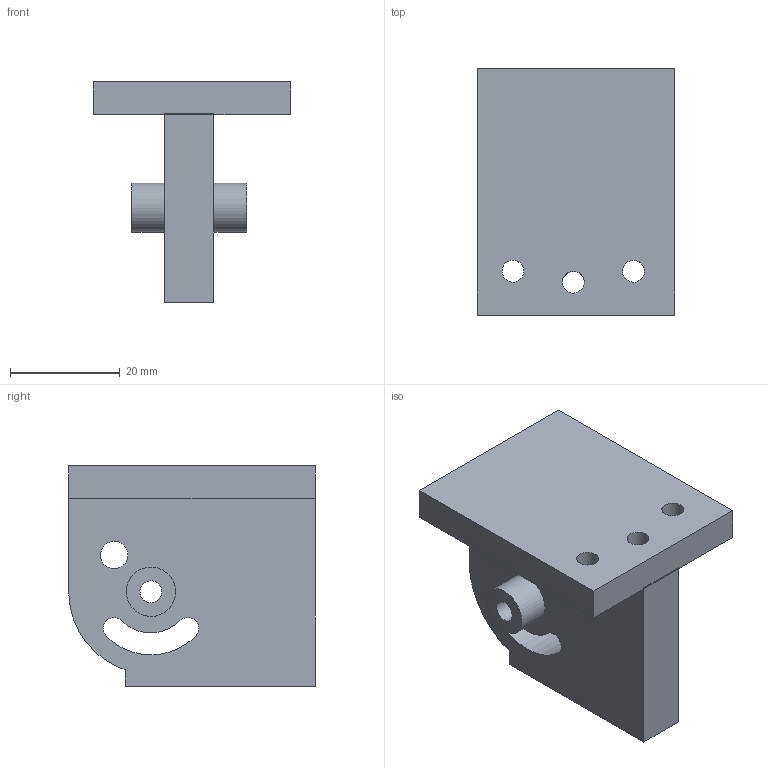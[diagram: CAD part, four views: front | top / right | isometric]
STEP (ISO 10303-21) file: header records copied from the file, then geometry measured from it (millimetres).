
FILE_DESCRIPTION(('FreeCAD Model'),'2;1');
FILE_NAME( 'S0.step', '2015-12-26T10:38:42',('Author'),(''), 'Open CASCADE STEP processor 6.8','FreeCAD','Unknown');
FILE_SCHEMA(('AUTOMOTIVE_DESIGN_CC2 { 1 2 10303 214 -1 1 5 4 }'));
Length unit declared in the file: millimetre
Products named in the file (1): Clone_of_S0_base
Bounding box: 36 x 45 x 40.24 mm (x, y, z)
Volume: 21972.1 mm3; surface area: 9215.9 mm2
Topology: 1 solids, 1 shells, 33 faces, 79 edges, 50 vertices
Faces by surface type: bspline 33
Entity records: 2180 total; most frequent: CARTESIAN_POINT 1141, B_SPLINE_CURVE_WITH_KNOTS 185, ORIENTED_EDGE 158, PCURVE 158, DEFINITIONAL_REPRESENTATION 158, EDGE_CURVE 79, SURFACE_CURVE 68, VERTEX_POINT 50
